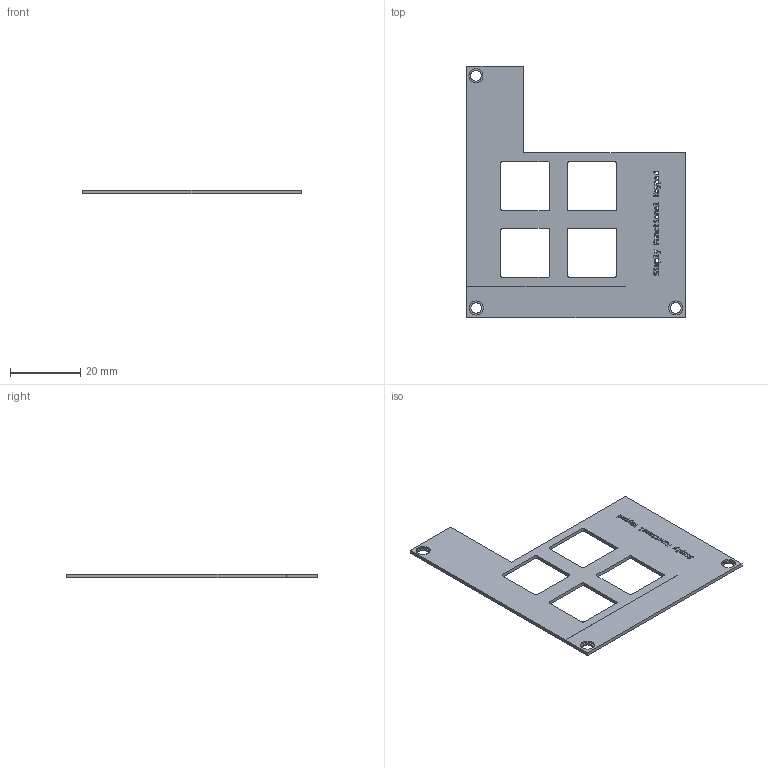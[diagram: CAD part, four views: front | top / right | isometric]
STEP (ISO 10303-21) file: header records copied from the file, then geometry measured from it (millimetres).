
FILE_DESCRIPTION(/* description */ ('STEP AP242','CAx-IF Rec.Pracs.---Representation and Presentation of Product Manufacturing Information (PMI)---4.0---2014-10-13','CAx-IF Rec.Pracs.---3D Tessellated Geometry---0.4---2014-09-14','2;1'),/* implementation_level */ '2;1');
FILE_NAME(/* name */ '6872488868fde771ef993e96',/* time_stamp */ '2025-07-12T11:35:37Z',/* author */ (''),/* organization */ (''),/* preprocessor_version */ 'ST-DEVELOPER v20',/* originating_system */ 'ONSHAPE BY PTC INC, 1.200',/* authorisation */ ' ');
FILE_SCHEMA (('AP242_MANAGED_MODEL_BASED_3D_ENGINEERING_MIM_LF { 1 0 10303 442 1 1 4 }'));
Length unit declared in the file: metre
Products named in the file (1): Top
Bounding box: 62.39 x 71.67 x 1 mm (x, y, z)
Volume: 2508.1 mm3; surface area: 5768.6 mm2
Topology: 1 solids, 1 shells, 369 faces, 1092 edges, 728 vertices
Faces by surface type: plane 206, bspline 85, cylinder 78
Full cylindrical faces by diameter (mm): 3.005 x1, 3.027 x1, 3.034 x1, 4 x3
Entity records: 12678 total; most frequent: CARTESIAN_POINT 3119, ORIENTED_EDGE 2172, DIRECTION 1642, EDGE_CURVE 1086, LINE 760, VECTOR 760, VERTEX_POINT 728, AXIS2_PLACEMENT_3D 441
